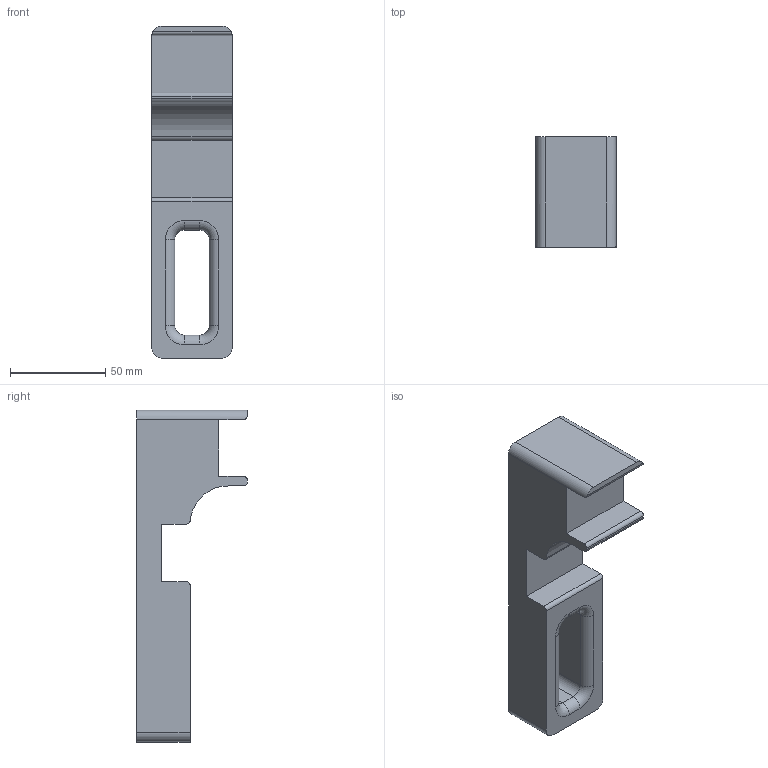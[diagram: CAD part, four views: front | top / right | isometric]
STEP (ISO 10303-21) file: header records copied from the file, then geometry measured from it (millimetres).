
FILE_DESCRIPTION(('FreeCAD Model'),'2;1');
FILE_NAME('Open CASCADE Shape Model','2025-03-04T17:42:26',(''),(''), 'Open CASCADE STEP processor 7.8','FreeCAD','Unknown');
FILE_SCHEMA(('AUTOMOTIVE_DESIGN { 1 0 10303 214 1 1 1 1 }'));
Length unit declared in the file: millimetre
Products named in the file (2): Main-Stand; RearStand
Assembly tree (1 placements, depth 2):
  Main-Stand
    RearStand
Bounding box: 42 x 58 x 174 mm (x, y, z)
Volume: 190806.7 mm3; surface area: 32897.1 mm2
Topology: 1 solids, 1 shells, 49 faces, 123 edges, 76 vertices
Faces by surface type: cylinder 21, plane 19, torus 8, bspline 1
Entity records: 1615 total; most frequent: CARTESIAN_POINT 376, DIRECTION 265, ORIENTED_EDGE 246, EDGE_CURVE 123, AXIS2_PLACEMENT_3D 98, VERTEX_POINT 76, LINE 69, VECTOR 69
